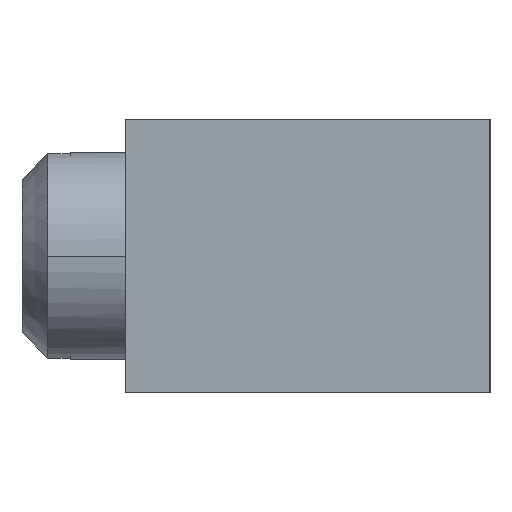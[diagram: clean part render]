
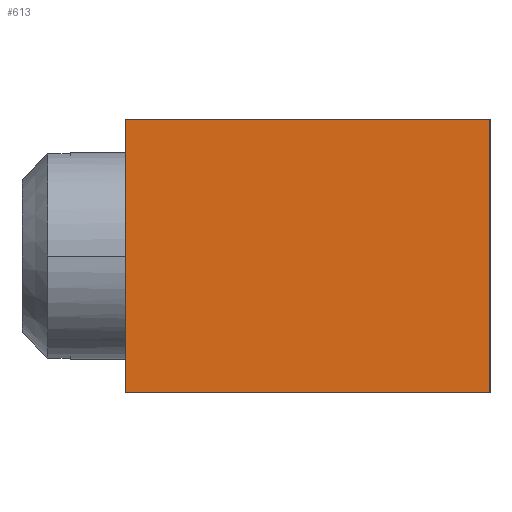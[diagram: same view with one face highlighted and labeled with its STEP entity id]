
A CAD part, left-side view. The second image highlights one B-rep face of the part: STEP entity #613.
In plain terms, the highlighted planar face has unit normal (-1, 0, 0).
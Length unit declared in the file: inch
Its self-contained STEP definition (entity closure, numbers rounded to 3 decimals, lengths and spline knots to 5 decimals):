
#196 = ORIENTED_EDGE ( 'NONE', *, *, #2005, .T. ) ;
#250 = EDGE_CURVE ( 'NONE', #2322, #2266, #3458, .T. ) ;
#255 = DIRECTION ( 'NONE',  ( 0., 0., 1. ) ) ;
#363 = CARTESIAN_POINT ( 'NONE',  ( 0., 0.43976, 0.33 ) ) ;
#437 = EDGE_CURVE ( 'NONE', #2322, #2547, #1910, .T. ) ;
#613 = ADVANCED_FACE ( 'NONE', ( #2611 ), #2280, .F. ) ;
#724 = DIRECTION ( 'NONE',  ( 0., -1., 0. ) ) ;
#870 = CARTESIAN_POINT ( 'NONE',  ( 0., 0., 0. ) ) ;
#888 = LINE ( 'NONE', #3875, #1513 ) ;
#1087 = ORIENTED_EDGE ( 'NONE', *, *, #1288, .F. ) ;
#1288 = EDGE_CURVE ( 'NONE', #2547, #1882, #888, .T. ) ;
#1356 = ORIENTED_EDGE ( 'NONE', *, *, #437, .F. ) ;
#1513 = VECTOR ( 'NONE', #3616, 39.37008 ) ;
#1539 = CARTESIAN_POINT ( 'NONE',  ( 0., 0., 0.33 ) ) ;
#1810 = ORIENTED_EDGE ( 'NONE', *, *, #250, .T. ) ;
#1882 = VERTEX_POINT ( 'NONE', #2410 ) ;
#1909 = DIRECTION ( 'NONE',  ( 0., 0., 1. ) ) ;
#1910 = LINE ( 'NONE', #3250, #4323 ) ;
#1963 = EDGE_LOOP ( 'NONE', ( #196, #1087, #1356, #1810 ) ) ;
#2005 = EDGE_CURVE ( 'NONE', #2266, #1882, #3584, .T. ) ;
#2145 = CARTESIAN_POINT ( 'NONE',  ( 0., 0.43976, 0. ) ) ;
#2266 = VERTEX_POINT ( 'NONE', #870 ) ;
#2280 = PLANE ( 'NONE',  #3755 ) ;
#2286 = VECTOR ( 'NONE', #1909, 39.37008 ) ;
#2322 = VERTEX_POINT ( 'NONE', #2145 ) ;
#2410 = CARTESIAN_POINT ( 'NONE',  ( 0., 0., 0.33 ) ) ;
#2445 = DIRECTION ( 'NONE',  ( 1., 0., 0. ) ) ;
#2547 = VERTEX_POINT ( 'NONE', #363 ) ;
#2611 = FACE_OUTER_BOUND ( 'NONE', #1963, .T. ) ;
#3250 = CARTESIAN_POINT ( 'NONE',  ( 0., 0.43976, 0.33 ) ) ;
#3329 = VECTOR ( 'NONE', #724, 39.37008 ) ;
#3444 = DIRECTION ( 'NONE',  ( 0., 0., -1. ) ) ;
#3458 = LINE ( 'NONE', #4115, #3329 ) ;
#3584 = LINE ( 'NONE', #1539, #2286 ) ;
#3616 = DIRECTION ( 'NONE',  ( 0., -1., 0. ) ) ;
#3755 = AXIS2_PLACEMENT_3D ( 'NONE', #4190, #2445, #3444 ) ;
#3875 = CARTESIAN_POINT ( 'NONE',  ( 0., 0.21988, 0.33 ) ) ;
#4115 = CARTESIAN_POINT ( 'NONE',  ( 0., 0.21988, 0. ) ) ;
#4190 = CARTESIAN_POINT ( 'NONE',  ( 0., 0.43976, 0.33 ) ) ;
#4323 = VECTOR ( 'NONE', #255, 39.37008 ) ;
